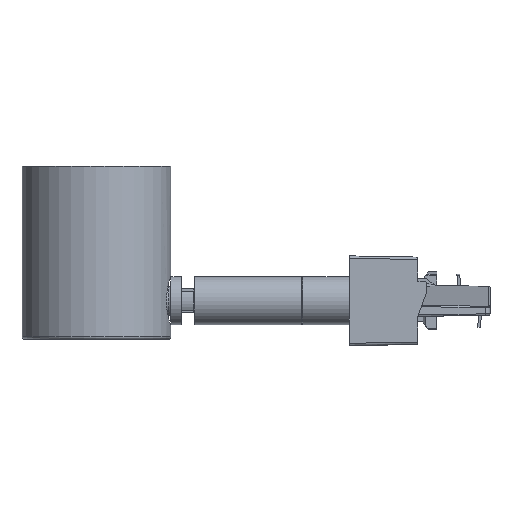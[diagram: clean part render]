
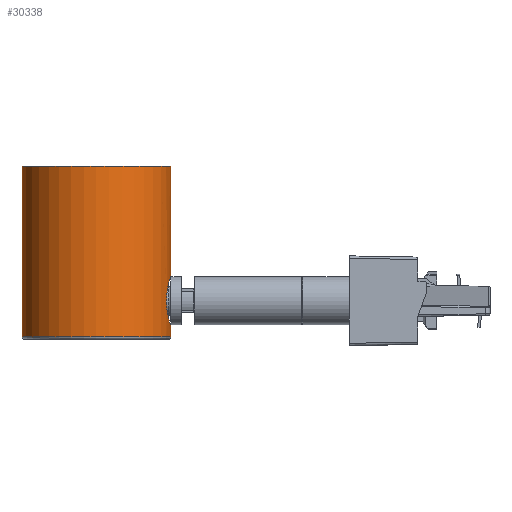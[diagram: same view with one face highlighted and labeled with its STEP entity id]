
A CAD part, left-side view. The second image highlights one B-rep face of the part: STEP entity #30338.
In plain terms, the highlighted cylindrical face has radius 15.5 mm (diameter 31 mm), a full revolution.
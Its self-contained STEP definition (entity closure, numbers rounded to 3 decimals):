
#240=FACE_BOUND('',#3644,.T.);
#1974=FACE_OUTER_BOUND('',#3643,.T.);
#3643=EDGE_LOOP('',(#22510,#22511,#22512,#22513));
#3644=EDGE_LOOP('',(#22514,#22515,#22516));
#5026=B_SPLINE_CURVE_WITH_KNOTS('',3,(#45160,#45161,#45162,#45163,#45164,
#45165,#45166,#45167,#45168,#45169),.UNSPECIFIED.,.F.,.F.,(4,2,2,2,4),(0.798,
0.997,1.197,1.396,1.596),
 .UNSPECIFIED.);
#5027=B_SPLINE_CURVE_WITH_KNOTS('',3,(#45171,#45172,#45173,#45174,#45175,
#45176,#45177,#45178,#45179,#45180,#45181,#45182,#45183,#45184,#45185,#45186,
#45187,#45188,#45189),.UNSPECIFIED.,.F.,.F.,(4,2,2,2,3,2,2,2,4),(2.394,
2.593,2.793,2.992,3.192,3.391,
3.591,3.79,3.99),.UNSPECIFIED.);
#5028=B_SPLINE_CURVE_WITH_KNOTS('',3,(#45190,#45191,#45192,#45193,#45194,
#45195,#45196,#45197,#45198,#45199),.UNSPECIFIED.,.F.,.F.,(4,2,2,2,4),(1.596,
1.795,1.995,2.194,2.394),
 .UNSPECIFIED.);
#5558=CIRCLE('',#32207,15.5);
#5559=CIRCLE('',#32209,15.5);
#6947=LINE('',#45213,#10250);
#10250=VECTOR('',#36060,15.5);
#13461=VERTEX_POINT('',#45158);
#13462=VERTEX_POINT('',#45159);
#13463=VERTEX_POINT('',#45170);
#13466=VERTEX_POINT('',#45207);
#13467=VERTEX_POINT('',#45211);
#16799=EDGE_CURVE('',#13461,#13462,#5026,.T.);
#16800=EDGE_CURVE('',#13463,#13461,#5027,.T.);
#16801=EDGE_CURVE('',#13462,#13463,#5028,.T.);
#16806=EDGE_CURVE('',#13466,#13466,#5558,.T.);
#16807=EDGE_CURVE('',#13467,#13467,#5559,.T.);
#16808=EDGE_CURVE('',#13467,#13466,#6947,.T.);
#22510=ORIENTED_EDGE('',*,*,#16807,.T.);
#22511=ORIENTED_EDGE('',*,*,#16808,.T.);
#22512=ORIENTED_EDGE('',*,*,#16806,.F.);
#22513=ORIENTED_EDGE('',*,*,#16808,.F.);
#22514=ORIENTED_EDGE('',*,*,#16800,.T.);
#22515=ORIENTED_EDGE('',*,*,#16799,.T.);
#22516=ORIENTED_EDGE('',*,*,#16801,.T.);
#29689=CYLINDRICAL_SURFACE('',#32208,15.5);
#30338=ADVANCED_FACE('',(#1974,#240),#29689,.T.);
#32207=AXIS2_PLACEMENT_3D('',#45209,#36054,#36055);
#32208=AXIS2_PLACEMENT_3D('',#45210,#36056,#36057);
#32209=AXIS2_PLACEMENT_3D('',#45212,#36058,#36059);
#36054=DIRECTION('center_axis',(0.,0.,
-1.));
#36055=DIRECTION('ref_axis',(0.,-1.,0.));
#36056=DIRECTION('center_axis',(0.,0.,
1.));
#36057=DIRECTION('ref_axis',(0.,-1.,0.));
#36058=DIRECTION('center_axis',(0.,0.,
-1.));
#36059=DIRECTION('ref_axis',(0.,-1.,0.));
#36060=DIRECTION('',(0.,0.,-1.));
#45158=CARTESIAN_POINT('',(0.,50.95,5.25));
#45159=CARTESIAN_POINT('',(5.25,51.866,0.));
#45160=CARTESIAN_POINT('Ctrl Pts',(0.,50.95,
5.25));
#45161=CARTESIAN_POINT('Ctrl Pts',(0.665,50.95,5.25));
#45162=CARTESIAN_POINT('Ctrl Pts',(1.37,50.997,5.116));
#45163=CARTESIAN_POINT('Ctrl Pts',(2.662,51.166,4.579));
#45164=CARTESIAN_POINT('Ctrl Pts',(3.249,51.287,4.175));
#45165=CARTESIAN_POINT('Ctrl Pts',(4.176,51.515,3.249));
#45166=CARTESIAN_POINT('Ctrl Pts',(4.579,51.639,2.662));
#45167=CARTESIAN_POINT('Ctrl Pts',(5.116,51.816,1.371));
#45168=CARTESIAN_POINT('Ctrl Pts',(5.25,51.866,0.665));
#45169=CARTESIAN_POINT('Ctrl Pts',(5.25,51.866,0.));
#45170=CARTESIAN_POINT('',(0.,50.95,-5.25));
#45171=CARTESIAN_POINT('Ctrl Pts',(0.,50.95,
-5.25));
#45172=CARTESIAN_POINT('Ctrl Pts',(-0.665,50.95,
-5.25));
#45173=CARTESIAN_POINT('Ctrl Pts',(-1.37,50.997,-5.116));
#45174=CARTESIAN_POINT('Ctrl Pts',(-2.662,51.166,-4.579));
#45175=CARTESIAN_POINT('Ctrl Pts',(-3.249,51.287,-4.175));
#45176=CARTESIAN_POINT('Ctrl Pts',(-4.176,51.515,-3.249));
#45177=CARTESIAN_POINT('Ctrl Pts',(-4.579,51.639,-2.662));
#45178=CARTESIAN_POINT('Ctrl Pts',(-5.116,51.816,-1.371));
#45179=CARTESIAN_POINT('Ctrl Pts',(-5.25,51.866,-0.665));
#45180=CARTESIAN_POINT('Ctrl Pts',(-5.25,51.866,0.));
#45181=CARTESIAN_POINT('Ctrl Pts',(-5.25,51.866,0.665));
#45182=CARTESIAN_POINT('Ctrl Pts',(-5.116,51.816,1.371));
#45183=CARTESIAN_POINT('Ctrl Pts',(-4.579,51.639,2.662));
#45184=CARTESIAN_POINT('Ctrl Pts',(-4.176,51.515,3.249));
#45185=CARTESIAN_POINT('Ctrl Pts',(-3.249,51.287,4.175));
#45186=CARTESIAN_POINT('Ctrl Pts',(-2.662,51.166,4.579));
#45187=CARTESIAN_POINT('Ctrl Pts',(-1.37,50.997,5.116));
#45188=CARTESIAN_POINT('Ctrl Pts',(-0.665,50.95,
5.25));
#45189=CARTESIAN_POINT('Ctrl Pts',(0.,50.95,
5.25));
#45190=CARTESIAN_POINT('Ctrl Pts',(5.25,51.866,0.));
#45191=CARTESIAN_POINT('Ctrl Pts',(5.25,51.866,-0.665));
#45192=CARTESIAN_POINT('Ctrl Pts',(5.116,51.816,-1.371));
#45193=CARTESIAN_POINT('Ctrl Pts',(4.579,51.639,-2.662));
#45194=CARTESIAN_POINT('Ctrl Pts',(4.176,51.515,-3.249));
#45195=CARTESIAN_POINT('Ctrl Pts',(3.249,51.287,-4.175));
#45196=CARTESIAN_POINT('Ctrl Pts',(2.662,51.166,-4.579));
#45197=CARTESIAN_POINT('Ctrl Pts',(1.37,50.997,-5.116));
#45198=CARTESIAN_POINT('Ctrl Pts',(0.665,50.95,-5.25));
#45199=CARTESIAN_POINT('Ctrl Pts',(0.,50.95,
-5.25));
#45207=CARTESIAN_POINT('',(0.,81.95,-7.5));
#45209=CARTESIAN_POINT('Origin',(0.,66.45,
-7.5));
#45210=CARTESIAN_POINT('Origin',(0.,66.45,
-8.));
#45211=CARTESIAN_POINT('',(0.,81.95,28.));
#45212=CARTESIAN_POINT('Origin',(0.,66.45,
28.));
#45213=CARTESIAN_POINT('',(0.,81.95,-8.));
